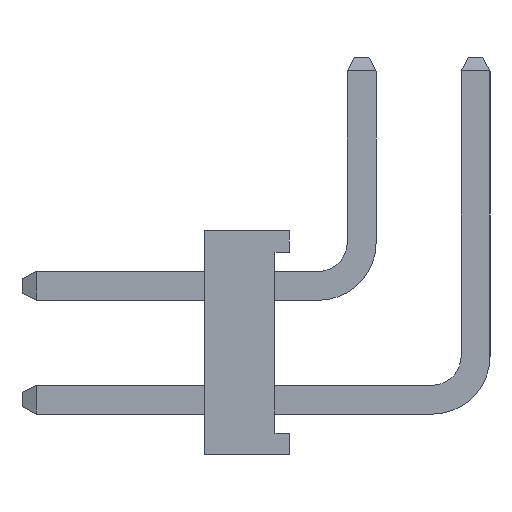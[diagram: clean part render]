
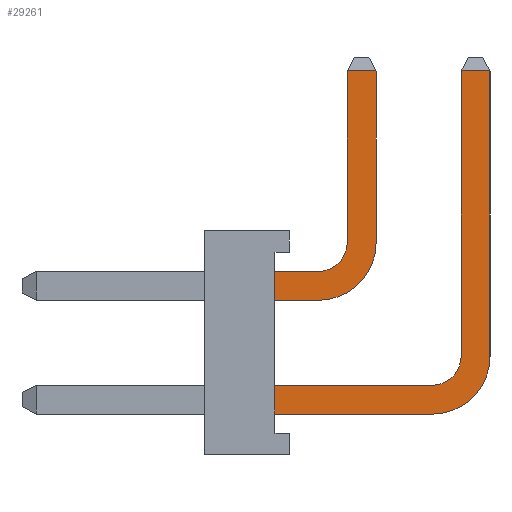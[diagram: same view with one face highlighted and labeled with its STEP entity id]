
A CAD part, left-side view. The second image highlights one B-rep face of the part: STEP entity #29261.
In plain terms, the highlighted planar face has unit normal (-1, 0, 0).
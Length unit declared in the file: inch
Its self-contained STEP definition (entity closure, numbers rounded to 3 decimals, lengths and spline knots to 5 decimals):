
#193=CIRCLE('',#30807,0.04);
#253=CIRCLE('',#30899,0.02);
#255=CIRCLE('',#31052,0.04);
#257=CIRCLE('',#31057,0.02);
#6713=ORIENTED_EDGE('',*,*,#12521,.F.);
#6714=ORIENTED_EDGE('',*,*,#11751,.F.);
#6715=ORIENTED_EDGE('',*,*,#11659,.F.);
#6716=ORIENTED_EDGE('',*,*,#11657,.F.);
#6717=ORIENTED_EDGE('',*,*,#11653,.F.);
#6718=ORIENTED_EDGE('',*,*,#12522,.F.);
#6719=ORIENTED_EDGE('',*,*,#11440,.F.);
#6720=ORIENTED_EDGE('',*,*,#12520,.F.);
#6721=ORIENTED_EDGE('',*,*,#12517,.T.);
#6722=ORIENTED_EDGE('',*,*,#12515,.F.);
#6723=ORIENTED_EDGE('',*,*,#12523,.F.);
#6724=ORIENTED_EDGE('',*,*,#12511,.F.);
#6725=ORIENTED_EDGE('',*,*,#12508,.F.);
#6726=ORIENTED_EDGE('',*,*,#12504,.F.);
#6727=ORIENTED_EDGE('',*,*,#12443,.F.);
#6728=ORIENTED_EDGE('',*,*,#12524,.F.);
#6729=ORIENTED_EDGE('',*,*,#12201,.F.);
#6730=ORIENTED_EDGE('',*,*,#12053,.F.);
#6731=ORIENTED_EDGE('',*,*,#11964,.T.);
#6732=ORIENTED_EDGE('',*,*,#11757,.F.);
#11440=EDGE_CURVE('',#14685,#14686,#18056,.T.);
#11653=EDGE_CURVE('',#14809,#14810,#18269,.T.);
#11657=EDGE_CURVE('',#14810,#14812,#18273,.T.);
#11659=EDGE_CURVE('',#14812,#14814,#193,.T.);
#11751=EDGE_CURVE('',#14814,#14876,#18365,.T.);
#11757=EDGE_CURVE('',#14881,#14882,#18371,.T.);
#11964=EDGE_CURVE('',#15058,#14882,#253,.T.);
#12053=EDGE_CURVE('',#15058,#15118,#18607,.T.);
#12201=EDGE_CURVE('',#15118,#15236,#18755,.T.);
#12443=EDGE_CURVE('',#15417,#15418,#18997,.T.);
#12504=EDGE_CURVE('',#15418,#15420,#19058,.T.);
#12508=EDGE_CURVE('',#15420,#15422,#255,.T.);
#12511=EDGE_CURVE('',#15422,#15424,#19063,.T.);
#12515=EDGE_CURVE('',#15428,#15426,#19067,.T.);
#12517=EDGE_CURVE('',#15430,#15426,#257,.T.);
#12520=EDGE_CURVE('',#15430,#14685,#19070,.T.);
#12521=EDGE_CURVE('',#14876,#14881,#19071,.T.);
#12522=EDGE_CURVE('',#14686,#14809,#19072,.T.);
#12523=EDGE_CURVE('',#15424,#15428,#19073,.T.);
#12524=EDGE_CURVE('',#15236,#15417,#19074,.T.);
#14685=VERTEX_POINT('',#44459);
#14686=VERTEX_POINT('',#44461);
#14809=VERTEX_POINT('',#44856);
#14810=VERTEX_POINT('',#44858);
#14812=VERTEX_POINT('',#44863);
#14814=VERTEX_POINT('',#44870);
#14876=VERTEX_POINT('',#45025);
#14881=VERTEX_POINT('',#45036);
#14882=VERTEX_POINT('',#45038);
#15058=VERTEX_POINT('',#45449);
#15118=VERTEX_POINT('',#45630);
#15236=VERTEX_POINT('',#45926);
#15417=VERTEX_POINT('',#46408);
#15418=VERTEX_POINT('',#46410);
#15420=VERTEX_POINT('',#46503);
#15422=VERTEX_POINT('',#46508);
#15424=VERTEX_POINT('',#46514);
#15426=VERTEX_POINT('',#46520);
#15428=VERTEX_POINT('',#46524);
#15430=VERTEX_POINT('',#46530);
#18056=LINE('',#44460,#21938);
#18269=LINE('',#44857,#22151);
#18273=LINE('',#44865,#22155);
#18365=LINE('',#45024,#22247);
#18371=LINE('',#45037,#22253);
#18607=LINE('',#45629,#22489);
#18755=LINE('',#45925,#22637);
#18997=LINE('',#46409,#22879);
#19058=LINE('',#46502,#22940);
#19063=LINE('',#46516,#22945);
#19067=LINE('',#46525,#22949);
#19070=LINE('',#46534,#22952);
#19071=LINE('',#46536,#22953);
#19072=LINE('',#46537,#22954);
#19073=LINE('',#46538,#22955);
#19074=LINE('',#46539,#22956);
#21938=VECTOR('',#36335,39.37008);
#22151=VECTOR('',#36668,39.37008);
#22155=VECTOR('',#36674,39.37008);
#22247=VECTOR('',#36774,39.37008);
#22253=VECTOR('',#36782,39.37008);
#22489=VECTOR('',#37258,39.37008);
#22637=VECTOR('',#37466,39.37008);
#22879=VECTOR('',#37828,39.37008);
#22940=VECTOR('',#37949,39.37008);
#22945=VECTOR('',#37962,39.37008);
#22949=VECTOR('',#37968,39.37008);
#22952=VECTOR('',#37979,39.37008);
#22953=VECTOR('',#37982,39.37008);
#22954=VECTOR('',#37983,39.37008);
#22955=VECTOR('',#37984,39.37008);
#22956=VECTOR('',#37985,39.37008);
#24649=EDGE_LOOP('',(#6713,#6714,#6715,#6716,#6717,#6718,#6719,#6720,#6721,
#6722,#6723,#6724,#6725,#6726,#6727,#6728,#6729,#6730,#6731,#6732));
#26345=FACE_BOUND('',#24649,.T.);
#27743=PLANE('',#31059);
#29261=ADVANCED_FACE('',(#26345),#27743,.F.);
#30807=AXIS2_PLACEMENT_3D('',#44869,#36679,#36680);
#30899=AXIS2_PLACEMENT_3D('',#45451,#37108,#37109);
#31052=AXIS2_PLACEMENT_3D('',#46510,#37956,#37957);
#31057=AXIS2_PLACEMENT_3D('',#46529,#37973,#37974);
#31059=AXIS2_PLACEMENT_3D('',#46535,#37980,#37981);
#36335=DIRECTION('',(0.,-0.447,0.894));
#36668=DIRECTION('',(0.,-0.447,-0.894));
#36674=DIRECTION('',(0.,0.,-1.));
#36679=DIRECTION('',(1.,0.,0.));
#36680=DIRECTION('',(0.,0.,-1.));
#36774=DIRECTION('',(0.,1.,0.));
#36782=DIRECTION('',(0.,-1.,0.));
#37108=DIRECTION('',(1.,0.,0.));
#37109=DIRECTION('',(0.,0.,-1.));
#37258=DIRECTION('',(0.,0.,1.));
#37466=DIRECTION('',(0.,-0.447,0.894));
#37828=DIRECTION('',(0.,-0.447,-0.894));
#37949=DIRECTION('',(0.,0.,-1.));
#37956=DIRECTION('',(1.,0.,0.));
#37957=DIRECTION('',(0.,0.,-1.));
#37962=DIRECTION('',(0.,1.,0.));
#37968=DIRECTION('',(0.,-1.,0.));
#37973=DIRECTION('',(1.,0.,0.));
#37974=DIRECTION('',(0.,0.,-1.));
#37979=DIRECTION('',(0.,0.,1.));
#37980=DIRECTION('',(1.,0.,0.));
#37981=DIRECTION('',(0.,0.,-1.));
#37982=DIRECTION('',(0.,0.,1.));
#37983=DIRECTION('',(0.,-1.,0.));
#37984=DIRECTION('',(0.,0.,-1.));
#37985=DIRECTION('',(0.,-1.,0.));
#44459=CARTESIAN_POINT('',(-1.15173,-0.11874,0.1875));
#44460=CARTESIAN_POINT('',(-1.15173,-0.11874,0.1875));
#44461=CARTESIAN_POINT('',(-1.15173,-0.11899,0.188));
#44856=CARTESIAN_POINT('',(-1.15173,-0.13849,0.188));
#44857=CARTESIAN_POINT('',(-1.15173,-0.13374,0.1975));
#44858=CARTESIAN_POINT('',(-1.15173,-0.13874,0.1875));
#44863=CARTESIAN_POINT('',(-1.15173,-0.13874,-0.00939));
#44865=CARTESIAN_POINT('',(-1.15173,-0.13874,0.1875));
#44869=CARTESIAN_POINT('',(-1.15173,-0.09874,-0.00939));
#44870=CARTESIAN_POINT('',(-1.15173,-0.09874,-0.04939));
#45024=CARTESIAN_POINT('',(-1.15173,-0.09874,-0.04939));
#45025=CARTESIAN_POINT('',(-1.15173,0.039,-0.04939));
#45036=CARTESIAN_POINT('',(-1.15173,0.039,0.04935));
#45037=CARTESIAN_POINT('',(-1.15173,0.039,0.04935));
#45038=CARTESIAN_POINT('',(-1.15173,-0.02,0.04935));
#45449=CARTESIAN_POINT('',(-1.15173,-0.04,0.06935));
#45451=CARTESIAN_POINT('',(-1.15173,-0.02,0.06935));
#45629=CARTESIAN_POINT('',(-1.15173,-0.04,0.06935));
#45630=CARTESIAN_POINT('',(-1.15173,-0.04,0.1875));
#45925=CARTESIAN_POINT('',(-1.15173,-0.04,0.1875));
#45926=CARTESIAN_POINT('',(-1.15173,-0.04025,0.188));
#46408=CARTESIAN_POINT('',(-1.15173,-0.05975,0.188));
#46409=CARTESIAN_POINT('',(-1.15173,-0.055,0.1975));
#46410=CARTESIAN_POINT('',(-1.15173,-0.06,0.1875));
#46502=CARTESIAN_POINT('',(-1.15173,-0.06,0.1875));
#46503=CARTESIAN_POINT('',(-1.15173,-0.06,0.06935));
#46508=CARTESIAN_POINT('',(-1.15173,-0.02,0.02935));
#46510=CARTESIAN_POINT('',(-1.15173,-0.02,0.06935));
#46514=CARTESIAN_POINT('',(-1.15173,0.03,0.02935));
#46516=CARTESIAN_POINT('',(-1.15173,-0.02,0.02935));
#46520=CARTESIAN_POINT('',(-1.15173,-0.09874,-0.02939));
#46524=CARTESIAN_POINT('',(-1.15173,0.03,-0.02939));
#46525=CARTESIAN_POINT('',(-1.15173,0.03,-0.02939));
#46529=CARTESIAN_POINT('',(-1.15173,-0.09874,-0.00939));
#46530=CARTESIAN_POINT('',(-1.15173,-0.11874,-0.00939));
#46534=CARTESIAN_POINT('',(-1.15173,-0.11874,-0.00939));
#46535=CARTESIAN_POINT('',(-1.15173,-0.09874,-0.00939));
#46536=CARTESIAN_POINT('',(-1.15173,0.039,-0.04939));
#46537=CARTESIAN_POINT('',(-1.15173,-0.09874,0.188));
#46538=CARTESIAN_POINT('',(-1.15173,0.03,0.02935));
#46539=CARTESIAN_POINT('',(-1.15173,-0.09874,0.188));
